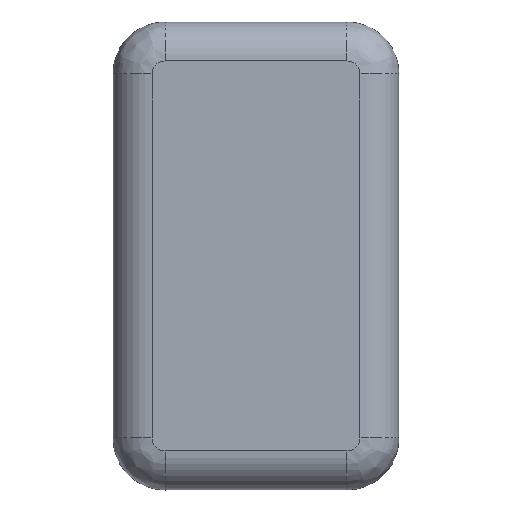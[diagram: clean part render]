
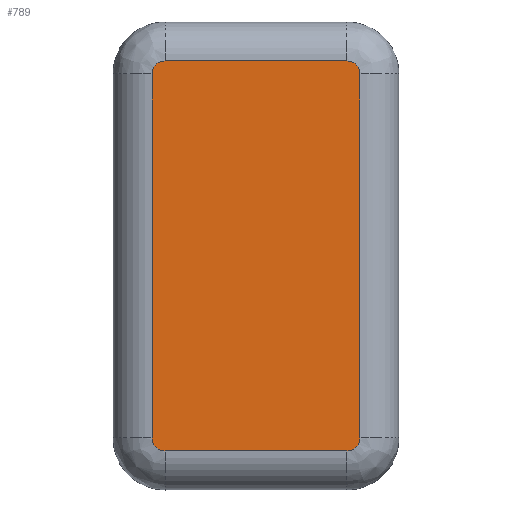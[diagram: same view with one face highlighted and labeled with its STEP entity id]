
A CAD part, top view. The second image highlights one B-rep face of the part: STEP entity #789.
In plain terms, the highlighted planar face has unit normal (0, 0, 1).
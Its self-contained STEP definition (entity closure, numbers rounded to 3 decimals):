
#33=CIRCLE('',#853,1.);
#34=CIRCLE('',#854,1.);
#35=CIRCLE('',#855,1.);
#36=CIRCLE('',#856,1.);
#51=FACE_OUTER_BOUND('',#96,.T.);
#96=EDGE_LOOP('',(#560,#561,#562,#563,#564,#565,#566,#567));
#175=LINE('',#1220,#270);
#176=LINE('',#1224,#271);
#177=LINE('',#1228,#272);
#178=LINE('',#1231,#273);
#270=VECTOR('',#963,10.);
#271=VECTOR('',#966,10.);
#272=VECTOR('',#969,10.);
#273=VECTOR('',#972,10.);
#369=VERTEX_POINT('',#1216);
#370=VERTEX_POINT('',#1217);
#371=VERTEX_POINT('',#1219);
#372=VERTEX_POINT('',#1221);
#373=VERTEX_POINT('',#1223);
#374=VERTEX_POINT('',#1225);
#375=VERTEX_POINT('',#1227);
#376=VERTEX_POINT('',#1229);
#443=EDGE_CURVE('',#369,#370,#33,.T.);
#444=EDGE_CURVE('',#371,#369,#175,.T.);
#445=EDGE_CURVE('',#372,#371,#34,.T.);
#446=EDGE_CURVE('',#373,#372,#176,.T.);
#447=EDGE_CURVE('',#374,#373,#35,.T.);
#448=EDGE_CURVE('',#375,#374,#177,.T.);
#449=EDGE_CURVE('',#376,#375,#36,.T.);
#450=EDGE_CURVE('',#370,#376,#178,.T.);
#560=ORIENTED_EDGE('',*,*,#443,.F.);
#561=ORIENTED_EDGE('',*,*,#444,.F.);
#562=ORIENTED_EDGE('',*,*,#445,.F.);
#563=ORIENTED_EDGE('',*,*,#446,.F.);
#564=ORIENTED_EDGE('',*,*,#447,.F.);
#565=ORIENTED_EDGE('',*,*,#448,.F.);
#566=ORIENTED_EDGE('',*,*,#449,.F.);
#567=ORIENTED_EDGE('',*,*,#450,.F.);
#756=PLANE('',#852);
#789=ADVANCED_FACE('',(#51),#756,.T.);
#852=AXIS2_PLACEMENT_3D('',#1215,#959,#960);
#853=AXIS2_PLACEMENT_3D('',#1218,#961,#962);
#854=AXIS2_PLACEMENT_3D('',#1222,#964,#965);
#855=AXIS2_PLACEMENT_3D('',#1226,#967,#968);
#856=AXIS2_PLACEMENT_3D('',#1230,#970,#971);
#959=DIRECTION('center_axis',(0.,0.,1.));
#960=DIRECTION('ref_axis',(1.,0.,0.));
#961=DIRECTION('center_axis',(0.,0.,-1.));
#962=DIRECTION('ref_axis',(-0.707,0.707,0.));
#963=DIRECTION('',(0.,1.,0.));
#964=DIRECTION('center_axis',(0.,0.,-1.));
#965=DIRECTION('ref_axis',(-0.707,-0.707,0.));
#966=DIRECTION('',(-1.,0.,0.));
#967=DIRECTION('center_axis',(0.,0.,-1.));
#968=DIRECTION('ref_axis',(0.707,-0.707,0.));
#969=DIRECTION('',(0.,-1.,0.));
#970=DIRECTION('center_axis',(0.,0.,-1.));
#971=DIRECTION('ref_axis',(0.707,0.707,0.));
#972=DIRECTION('',(1.,0.,0.));
#1215=CARTESIAN_POINT('Origin',(0.,0.,3.5));
#1216=CARTESIAN_POINT('',(-8.,14.,3.5));
#1217=CARTESIAN_POINT('',(-7.,15.,3.5));
#1218=CARTESIAN_POINT('Origin',(-7.,14.,3.5));
#1219=CARTESIAN_POINT('',(-8.,-14.,3.5));
#1220=CARTESIAN_POINT('',(-8.,7.,3.5));
#1221=CARTESIAN_POINT('',(-7.,-15.,3.5));
#1222=CARTESIAN_POINT('Origin',(-7.,-14.,3.5));
#1223=CARTESIAN_POINT('',(7.,-15.,3.5));
#1224=CARTESIAN_POINT('',(-3.5,-15.,3.5));
#1225=CARTESIAN_POINT('',(8.,-14.,3.5));
#1226=CARTESIAN_POINT('Origin',(7.,-14.,3.5));
#1227=CARTESIAN_POINT('',(8.,14.,3.5));
#1228=CARTESIAN_POINT('',(8.,-7.,3.5));
#1229=CARTESIAN_POINT('',(7.,15.,3.5));
#1230=CARTESIAN_POINT('Origin',(7.,14.,3.5));
#1231=CARTESIAN_POINT('',(3.5,15.,3.5));
